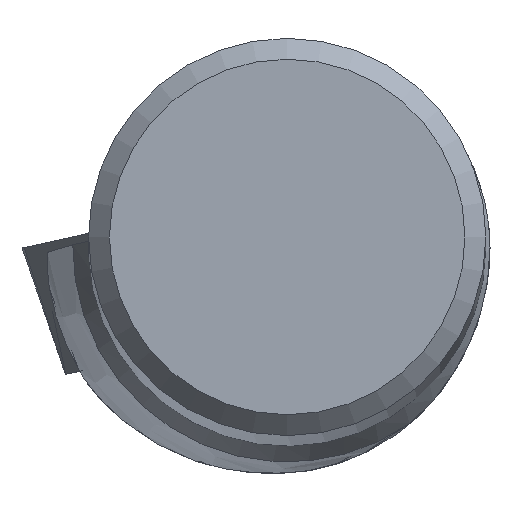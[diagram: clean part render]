
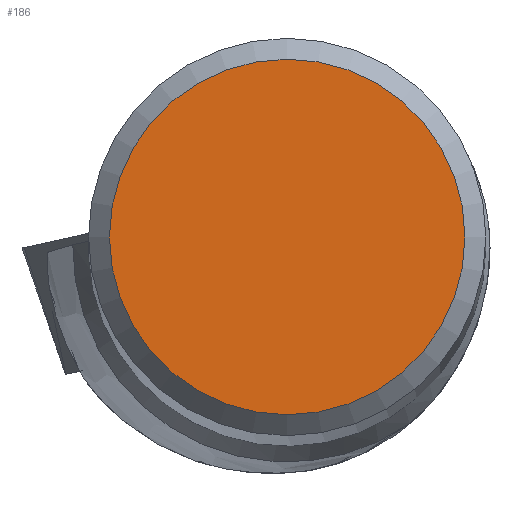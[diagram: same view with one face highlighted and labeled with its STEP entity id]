
A CAD part, top view. The second image highlights one B-rep face of the part: STEP entity #186.
In plain terms, the highlighted planar face has unit normal (0, 0, 1).
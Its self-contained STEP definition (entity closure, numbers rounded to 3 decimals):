
#154=FACE_OUTER_BOUND('',#336,.T.);
#186=ADVANCED_FACE('',(#154),#212,.T.);
#212=PLANE('',#800);
#336=EDGE_LOOP('',(#448));
#448=ORIENTED_EDGE('',*,*,#637,.T.);
#567=VERTEX_POINT('',#1223);
#637=EDGE_CURVE('',#567,#567,#681,.T.);
#681=CIRCLE('',#799,4.256);
#799=AXIS2_PLACEMENT_3D('',#1222,#946,#947);
#800=AXIS2_PLACEMENT_3D('',#1224,#948,#949);
#946=DIRECTION('',(0.,0.,1.));
#947=DIRECTION('',(1.,0.,0.));
#948=DIRECTION('',(0.,0.,1.));
#949=DIRECTION('',(1.,0.,0.));
#1222=CARTESIAN_POINT('',(0.,0.,0.));
#1223=CARTESIAN_POINT('',(4.256,0.,0.));
#1224=CARTESIAN_POINT('',(0.,0.,
0.));
